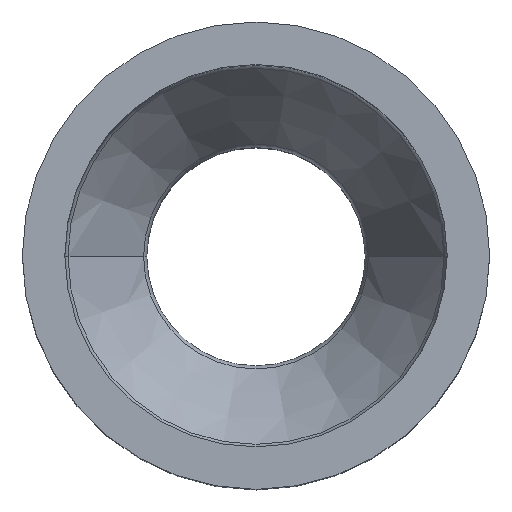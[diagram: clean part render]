
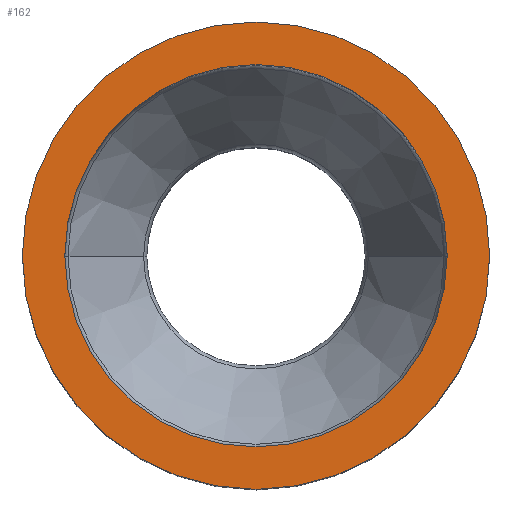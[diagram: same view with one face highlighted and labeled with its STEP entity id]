
A CAD part, top view. The second image highlights one B-rep face of the part: STEP entity #162.
In plain terms, the highlighted planar face has unit normal (0, 0, 1).
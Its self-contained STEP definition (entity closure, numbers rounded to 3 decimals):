
#16 = DIRECTION ( 'NONE',  ( -1., 0., 0. ) ) ;
#37 = AXIS2_PLACEMENT_3D ( 'NONE', #242, #193, #232 ) ;
#43 = VERTEX_POINT ( 'NONE', #501 ) ;
#45 = CARTESIAN_POINT ( 'NONE',  ( 0., 0., 102.604 ) ) ;
#49 = DIRECTION ( 'NONE',  ( 1., 0., 0. ) ) ;
#58 = AXIS2_PLACEMENT_3D ( 'NONE', #603, #403, #49 ) ;
#82 = EDGE_LOOP ( 'NONE', ( #494, #577 ) ) ;
#84 = VERTEX_POINT ( 'NONE', #612 ) ;
#122 = ORIENTED_EDGE ( 'NONE', *, *, #281, .T. ) ;
#127 = AXIS2_PLACEMENT_3D ( 'NONE', #45, #598, #601 ) ;
#152 = CARTESIAN_POINT ( 'NONE',  ( 45., 0., 102.604 ) ) ;
#155 = EDGE_LOOP ( 'NONE', ( #445, #122 ) ) ;
#162 = ADVANCED_FACE ( 'NONE', ( #400, #454 ), #316, .T. ) ;
#193 = DIRECTION ( 'NONE',  ( 0., 0., -1. ) ) ;
#219 = CARTESIAN_POINT ( 'NONE',  ( 0., 0., 102.604 ) ) ;
#232 = DIRECTION ( 'NONE',  ( -1., 0., 0. ) ) ;
#242 = CARTESIAN_POINT ( 'NONE',  ( 0., 0., 102.604 ) ) ;
#281 = EDGE_CURVE ( 'NONE', #623, #43, #485, .T. ) ;
#310 = CIRCLE ( 'NONE', #552, 55. ) ;
#315 = CARTESIAN_POINT ( 'NONE',  ( -55., 0., 102.604 ) ) ;
#316 = PLANE ( 'NONE',  #58 ) ;
#329 = CIRCLE ( 'NONE', #37, 45. ) ;
#357 = DIRECTION ( 'NONE',  ( 0., 0., -1. ) ) ;
#377 = DIRECTION ( 'NONE',  ( 0., 0., -1. ) ) ;
#400 = FACE_BOUND ( 'NONE', #155, .T. ) ;
#403 = DIRECTION ( 'NONE',  ( 0., 0., 1. ) ) ;
#416 = EDGE_CURVE ( 'NONE', #43, #623, #329, .T. ) ;
#445 = ORIENTED_EDGE ( 'NONE', *, *, #416, .T. ) ;
#454 = FACE_OUTER_BOUND ( 'NONE', #82, .T. ) ;
#463 = DIRECTION ( 'NONE',  ( -1., 0., 0. ) ) ;
#485 = CIRCLE ( 'NONE', #624, 45. ) ;
#494 = ORIENTED_EDGE ( 'NONE', *, *, #565, .F. ) ;
#501 = CARTESIAN_POINT ( 'NONE',  ( -45., 0., 102.604 ) ) ;
#552 = AXIS2_PLACEMENT_3D ( 'NONE', #563, #357, #463 ) ;
#563 = CARTESIAN_POINT ( 'NONE',  ( 0., 0., 102.604 ) ) ;
#565 = EDGE_CURVE ( 'NONE', #574, #84, #625, .T. ) ;
#572 = EDGE_CURVE ( 'NONE', #84, #574, #310, .T. ) ;
#574 = VERTEX_POINT ( 'NONE', #315 ) ;
#577 = ORIENTED_EDGE ( 'NONE', *, *, #572, .F. ) ;
#598 = DIRECTION ( 'NONE',  ( 0., 0., -1. ) ) ;
#601 = DIRECTION ( 'NONE',  ( -1., 0., 0. ) ) ;
#603 = CARTESIAN_POINT ( 'NONE',  ( -45., 0., 102.604 ) ) ;
#612 = CARTESIAN_POINT ( 'NONE',  ( 55., 0., 102.604 ) ) ;
#623 = VERTEX_POINT ( 'NONE', #152 ) ;
#624 = AXIS2_PLACEMENT_3D ( 'NONE', #219, #377, #16 ) ;
#625 = CIRCLE ( 'NONE', #127, 55. ) ;
